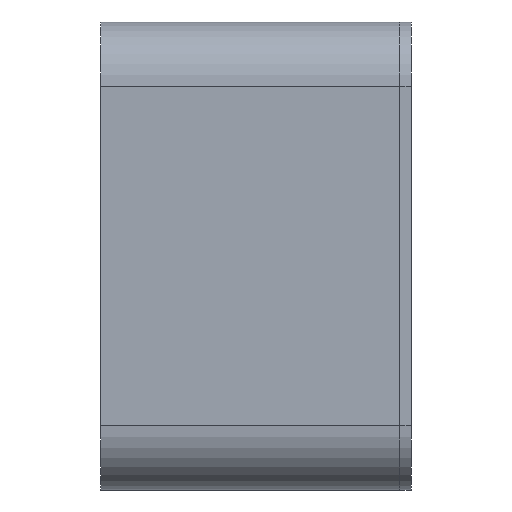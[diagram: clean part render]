
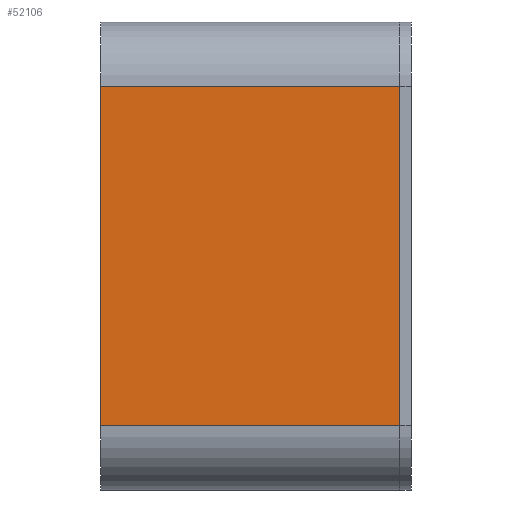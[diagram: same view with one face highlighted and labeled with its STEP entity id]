
A CAD part, left-side view. The second image highlights one B-rep face of the part: STEP entity #52106.
In plain terms, the highlighted planar face has unit normal (-1, 0, 0).
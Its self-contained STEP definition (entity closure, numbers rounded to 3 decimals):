
#7014=FACE_OUTER_BOUND('',#10144,.T.);
#10144=EDGE_LOOP('',(#45005,#45006,#45007,#45008));
#14680=LINE('',#109103,#19540);
#14701=LINE('',#109177,#19561);
#14706=LINE('',#109189,#19566);
#14707=LINE('',#109191,#19567);
#19540=VECTOR('',#68127,10.);
#19561=VECTOR('',#68202,10.);
#19566=VECTOR('',#68215,10.);
#19567=VECTOR('',#68218,10.);
#24283=VERTEX_POINT('',#109100);
#24284=VERTEX_POINT('',#109102);
#24309=VERTEX_POINT('',#109174);
#24310=VERTEX_POINT('',#109176);
#31303=EDGE_CURVE('',#24283,#24284,#14680,.F.);
#31339=EDGE_CURVE('',#24309,#24310,#14701,.T.);
#31346=EDGE_CURVE('',#24309,#24284,#14706,.T.);
#31347=EDGE_CURVE('',#24310,#24283,#14707,.T.);
#45005=ORIENTED_EDGE('',*,*,#31346,.T.);
#45006=ORIENTED_EDGE('',*,*,#31303,.F.);
#45007=ORIENTED_EDGE('',*,*,#31347,.F.);
#45008=ORIENTED_EDGE('',*,*,#31339,.F.);
#48798=PLANE('',#56671);
#52106=ADVANCED_FACE('',(#7014),#48798,.T.);
#56671=AXIS2_PLACEMENT_3D('',#109190,#68216,#68217);
#68127=DIRECTION('',(0.,0.,-1.));
#68202=DIRECTION('',(0.,0.,-1.));
#68215=DIRECTION('',(0.,1.,0.));
#68216=DIRECTION('center_axis',(-1.,0.,0.));
#68217=DIRECTION('ref_axis',(0.,0.,1.));
#68218=DIRECTION('',(0.,1.,0.));
#109100=CARTESIAN_POINT('',(-38.203,13.641,-25.83));
#109102=CARTESIAN_POINT('',(-38.203,13.641,3.364));
#109103=CARTESIAN_POINT('',(-38.203,13.641,-18.531));
#109174=CARTESIAN_POINT('',(-38.203,-12.097,3.364));
#109176=CARTESIAN_POINT('',(-38.203,-12.097,-25.83));
#109177=CARTESIAN_POINT('',(-38.203,-12.097,-18.531));
#109189=CARTESIAN_POINT('',(-38.203,0.,3.364));
#109190=CARTESIAN_POINT('Origin',(-38.203,0.,-25.83));
#109191=CARTESIAN_POINT('',(-38.203,0.,-25.83));
